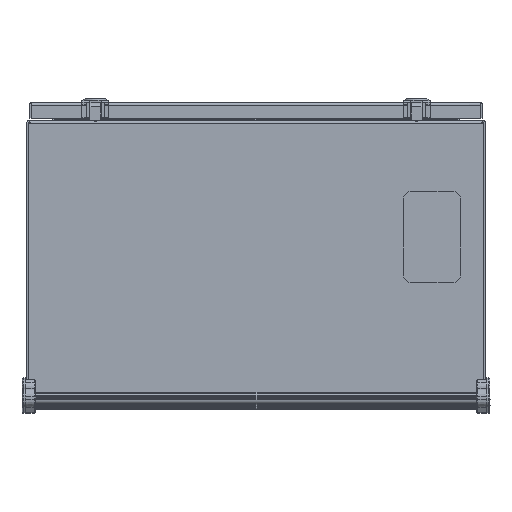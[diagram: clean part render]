
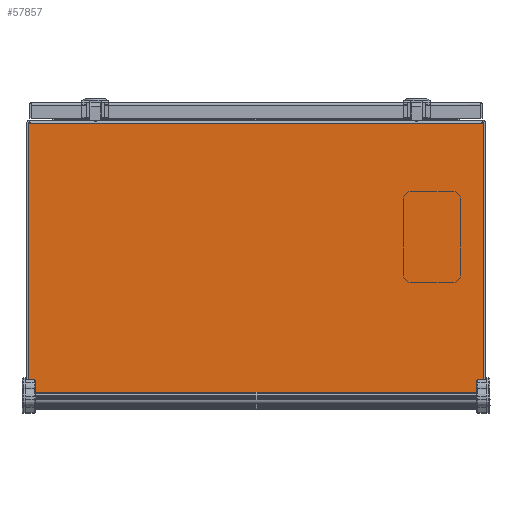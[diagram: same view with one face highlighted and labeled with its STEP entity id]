
A CAD part, left-side view. The second image highlights one B-rep face of the part: STEP entity #57857.
In plain terms, the highlighted planar face has unit normal (-1, 0, 0).
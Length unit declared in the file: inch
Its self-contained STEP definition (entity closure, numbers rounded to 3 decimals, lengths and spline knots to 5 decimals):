
#6307 = CARTESIAN_POINT ( 'NONE',  ( -12., -9.919, -6.18735 ) ) ;
#8540 = DIRECTION ( 'NONE',  ( 0., -1., 0. ) ) ;
#9211 = EDGE_LOOP ( 'NONE', ( #51963, #47666, #61416, #60737 ) ) ;
#12876 = CARTESIAN_POINT ( 'NONE',  ( -12., -9.919, 5.61015 ) ) ;
#13029 = CARTESIAN_POINT ( 'NONE',  ( -12., -9.919, -6.18735 ) ) ;
#14816 = AXIS2_PLACEMENT_3D ( 'NONE', #102130, #27540, #20632 ) ;
#15630 = VERTEX_POINT ( 'NONE', #30200 ) ;
#18438 = LINE ( 'NONE', #64694, #40579 ) ;
#18517 = EDGE_CURVE ( 'NONE', #15630, #103532, #51512, .T. ) ;
#20094 = CARTESIAN_POINT ( 'NONE',  ( -12., 9.919, 5.73165 ) ) ;
#20632 = DIRECTION ( 'NONE',  ( 0., 0., 1. ) ) ;
#27540 = DIRECTION ( 'NONE',  ( -1., 0., 0. ) ) ;
#28912 = DIRECTION ( 'NONE',  ( 0., 0., 1. ) ) ;
#30200 = CARTESIAN_POINT ( 'NONE',  ( -12., -9.919, 5.61015 ) ) ;
#35725 = CARTESIAN_POINT ( 'NONE',  ( -12., 9.919, -6.18735 ) ) ;
#36704 = DIRECTION ( 'NONE',  ( 0., 1., 0. ) ) ;
#36849 = LINE ( 'NONE', #13029, #97260 ) ;
#40579 = VECTOR ( 'NONE', #8540, 39.37008 ) ;
#44991 = FACE_OUTER_BOUND ( 'NONE', #9211, .T. ) ;
#47666 = ORIENTED_EDGE ( 'NONE', *, *, #18517, .T. ) ;
#47879 = VECTOR ( 'NONE', #36704, 39.37008 ) ;
#49348 = EDGE_CURVE ( 'NONE', #86757, #66022, #18438, .T. ) ;
#51512 = LINE ( 'NONE', #12876, #47879 ) ;
#51963 = ORIENTED_EDGE ( 'NONE', *, *, #104681, .T. ) ;
#57857 = ADVANCED_FACE ( 'NONE', ( #44991 ), #91026, .T. ) ;
#60313 = DIRECTION ( 'NONE',  ( 0., 0., -1. ) ) ;
#60737 = ORIENTED_EDGE ( 'NONE', *, *, #49348, .T. ) ;
#61416 = ORIENTED_EDGE ( 'NONE', *, *, #99310, .T. ) ;
#64694 = CARTESIAN_POINT ( 'NONE',  ( -12., 9.919, -6.18735 ) ) ;
#66022 = VERTEX_POINT ( 'NONE', #6307 ) ;
#78128 = VECTOR ( 'NONE', #60313, 39.37008 ) ;
#78747 = CARTESIAN_POINT ( 'NONE',  ( -12., 9.919, 5.61015 ) ) ;
#78853 = LINE ( 'NONE', #20094, #78128 ) ;
#86757 = VERTEX_POINT ( 'NONE', #35725 ) ;
#91026 = PLANE ( 'NONE',  #14816 ) ;
#97260 = VECTOR ( 'NONE', #28912, 39.37008 ) ;
#99310 = EDGE_CURVE ( 'NONE', #103532, #86757, #78853, .T. ) ;
#102130 = CARTESIAN_POINT ( 'NONE',  ( -12., 0., -0.22785 ) ) ;
#103532 = VERTEX_POINT ( 'NONE', #78747 ) ;
#104681 = EDGE_CURVE ( 'NONE', #66022, #15630, #36849, .T. ) ;
